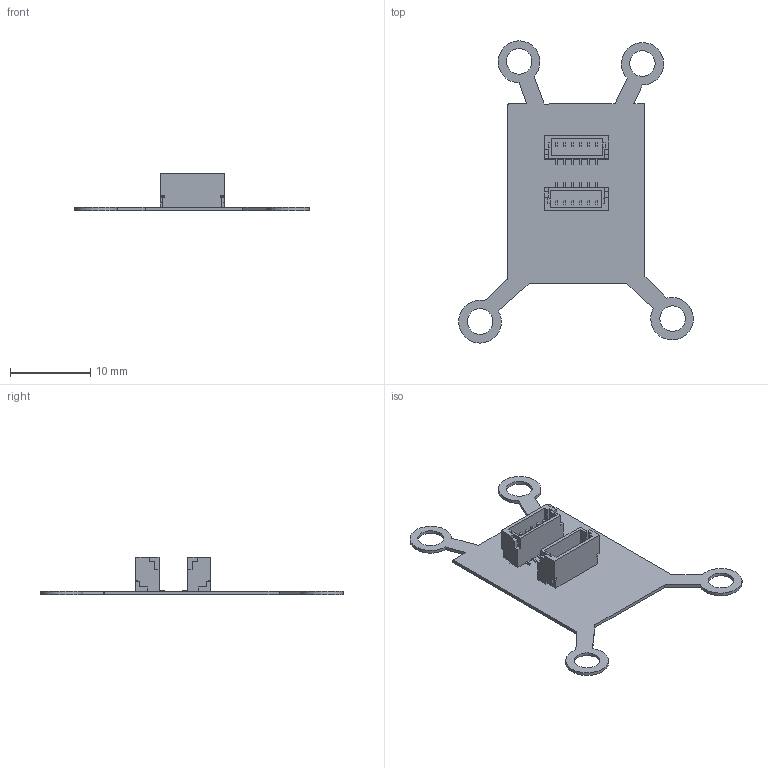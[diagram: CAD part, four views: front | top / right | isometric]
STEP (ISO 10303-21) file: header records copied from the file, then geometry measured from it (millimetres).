
FILE_DESCRIPTION(('Open CASCADE Model'),'2;1');
FILE_NAME('Open CASCADE Shape Model','2018-07-11T21:44:43',('Author'),( 'Open CASCADE'),'Open CASCADE STEP processor 6.8','Open CASCADE 6.8' ,'Unknown');
FILE_SCHEMA(('AUTOMOTIVE_DESIGN { 1 0 10303 214 1 1 1 1 }'));
Length unit declared in the file: millimetre
Products named in the file (1): PCB
Bounding box: 29.32 x 37.76 x 4.66 mm (x, y, z)
Volume: 193.3 mm3; surface area: 1441.1 mm2
Topology: 1 solids, 231 shells, 258 faces, 1334 edges, 1308 vertices
Faces by surface type: plane 247, cylinder 11
Full cylindrical faces by diameter (mm): 3.2 x4
Entity records: 14927 total; most frequent: CARTESIAN_POINT 2901, DIRECTION 1874, ORIENTED_EDGE 1412, EDGE_CURVE 1334, LINE 1312, VECTOR 1312, VERTEX_POINT 1308, AXIS2_PLACEMENT_3D 281
